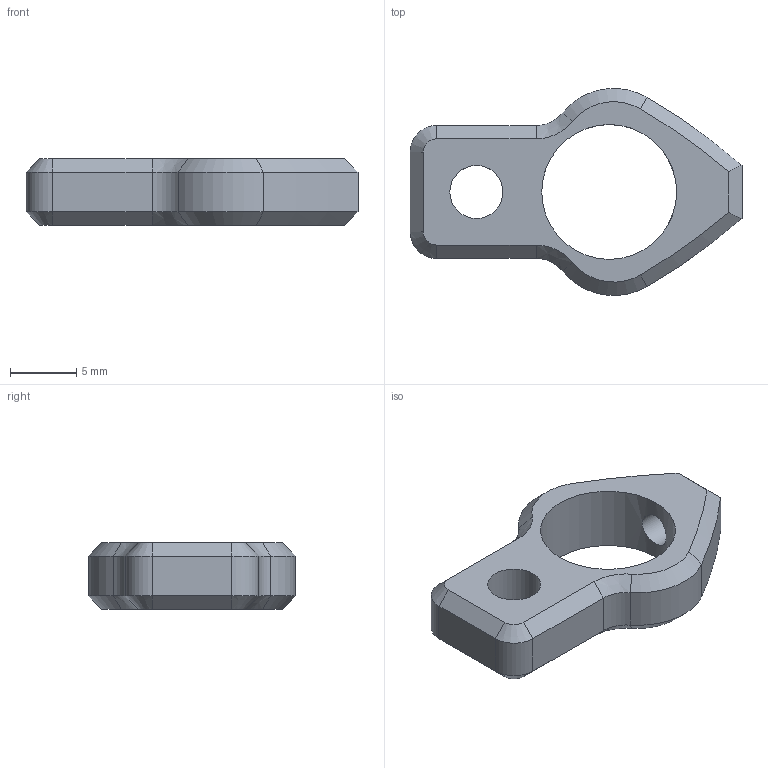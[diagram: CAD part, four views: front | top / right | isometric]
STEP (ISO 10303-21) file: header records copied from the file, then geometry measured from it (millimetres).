
FILE_DESCRIPTION(/* description */ (''),/* implementation_level */ '2;1');
FILE_NAME(/* name */ 'Tuner v3.step',/* time_stamp */ '2024-06-28T16:44:54-04:00',/* author */ (''),/* organization */ (''),/* preprocessor_version */ 'ST-DEVELOPER v20',/* originating_system */ 'Autodesk Translation Framework v13.14.0.145',/* authorisation */ '');
FILE_SCHEMA (('AUTOMOTIVE_DESIGN { 1 0 10303 214 3 1 1 }'));
Length unit declared in the file: millimetre
Products named in the file (1): Tuner
Bounding box: 25 x 15.57 x 5 mm (x, y, z)
Volume: 820.2 mm3; surface area: 872.2 mm2
Topology: 1 solids, 1 shells, 41 faces, 93 edges, 54 vertices
Faces by surface type: cone 16, plane 14, cylinder 11
Full cylindrical faces by diameter (mm): 2.529 x1, 4 x1, 10.16 x1
Entity records: 1204 total; most frequent: CARTESIAN_POINT 230, DIRECTION 209, ORIENTED_EDGE 186, EDGE_CURVE 93, AXIS2_PLACEMENT_3D 79, VERTEX_POINT 54, LINE 51, VECTOR 51
